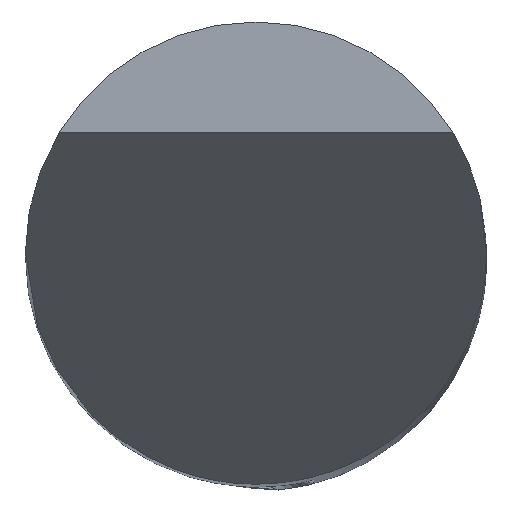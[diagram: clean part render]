
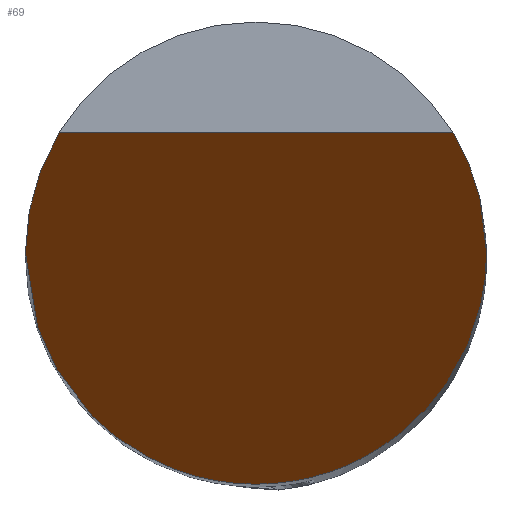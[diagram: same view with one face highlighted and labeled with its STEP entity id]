
A CAD part, top view. The second image highlights one B-rep face of the part: STEP entity #69.
In plain terms, the highlighted planar face has unit normal (0, -0.866, 0.5).
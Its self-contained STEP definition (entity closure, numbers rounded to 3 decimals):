
#69=ADVANCED_FACE('',(#108),#93,.T.);
#93=PLANE('',#511);
#108=FACE_OUTER_BOUND('',#133,.T.);
#133=EDGE_LOOP('',(#218,#219,#220,#221));
#155=LINE('',#712,#181);
#181=VECTOR('',#555,1.);
#218=ORIENTED_EDGE('',*,*,#382,.T.);
#219=ORIENTED_EDGE('',*,*,#383,.T.);
#220=ORIENTED_EDGE('',*,*,#380,.T.);
#221=ORIENTED_EDGE('',*,*,#384,.T.);
#338=VERTEX_POINT('',#713);
#339=VERTEX_POINT('',#714);
#340=VERTEX_POINT('',#721);
#341=VERTEX_POINT('',#722);
#380=EDGE_CURVE('',#338,#339,#155,.T.);
#382=EDGE_CURVE('',#340,#341,#448,.T.);
#383=EDGE_CURVE('',#341,#338,#449,.T.);
#384=EDGE_CURVE('',#339,#340,#450,.T.);
#448=(
BOUNDED_CURVE()
B_SPLINE_CURVE(3,(#717,#718,#719,#720),.UNSPECIFIED.,.F.,.F.)
B_SPLINE_CURVE_WITH_KNOTS((4,4),(0.,1.),.UNSPECIFIED.)
CURVE()
GEOMETRIC_REPRESENTATION_ITEM()
RATIONAL_B_SPLINE_CURVE((1.,0.333,0.333,1.))
REPRESENTATION_ITEM('')
);
#449=(
BOUNDED_CURVE()
B_SPLINE_CURVE(3,(#723,#724,#725,#726),.UNSPECIFIED.,.F.,.F.)
B_SPLINE_CURVE_WITH_KNOTS((4,4),(0.,1.),.UNSPECIFIED.)
CURVE()
GEOMETRIC_REPRESENTATION_ITEM()
RATIONAL_B_SPLINE_CURVE((1.,0.975,0.975,1.))
REPRESENTATION_ITEM('')
);
#450=(
BOUNDED_CURVE()
B_SPLINE_CURVE(3,(#727,#728,#729,#730),.UNSPECIFIED.,.F.,.F.)
B_SPLINE_CURVE_WITH_KNOTS((4,4),(0.,1.),.UNSPECIFIED.)
CURVE()
GEOMETRIC_REPRESENTATION_ITEM()
RATIONAL_B_SPLINE_CURVE((1.,0.975,0.975,1.))
REPRESENTATION_ITEM('')
);
#511=AXIS2_PLACEMENT_3D('',#731,#560,#561);
#555=DIRECTION('',(-1.,0.,0.));
#560=DIRECTION('',(0.,-0.866,0.5));
#561=DIRECTION('',(0.,0.5,0.866));
#712=CARTESIAN_POINT('',(-69.962,1.299,2.25));
#713=CARTESIAN_POINT('',(2.136,1.299,2.25));
#714=CARTESIAN_POINT('',(-2.136,1.299,2.25));
#717=CARTESIAN_POINT('',(-2.5,0.,0.));
#718=CARTESIAN_POINT('',(-2.5,-5.,-8.66));
#719=CARTESIAN_POINT('',(2.5,-5.,-8.66));
#720=CARTESIAN_POINT('',(2.5,0.,0.));
#721=CARTESIAN_POINT('',(-2.5,0.,0.));
#722=CARTESIAN_POINT('',(2.5,0.,0.));
#723=CARTESIAN_POINT('',(2.5,0.,0.));
#724=CARTESIAN_POINT('',(2.5,0.461,0.799));
#725=CARTESIAN_POINT('',(2.376,0.905,1.568));
#726=CARTESIAN_POINT('',(2.136,1.299,2.25));
#727=CARTESIAN_POINT('',(-2.136,1.299,2.25));
#728=CARTESIAN_POINT('',(-2.376,0.905,1.568));
#729=CARTESIAN_POINT('',(-2.5,0.461,0.799));
#730=CARTESIAN_POINT('',(-2.5,0.,0.));
#731=CARTESIAN_POINT('',(-69.962,4.054,7.021));
